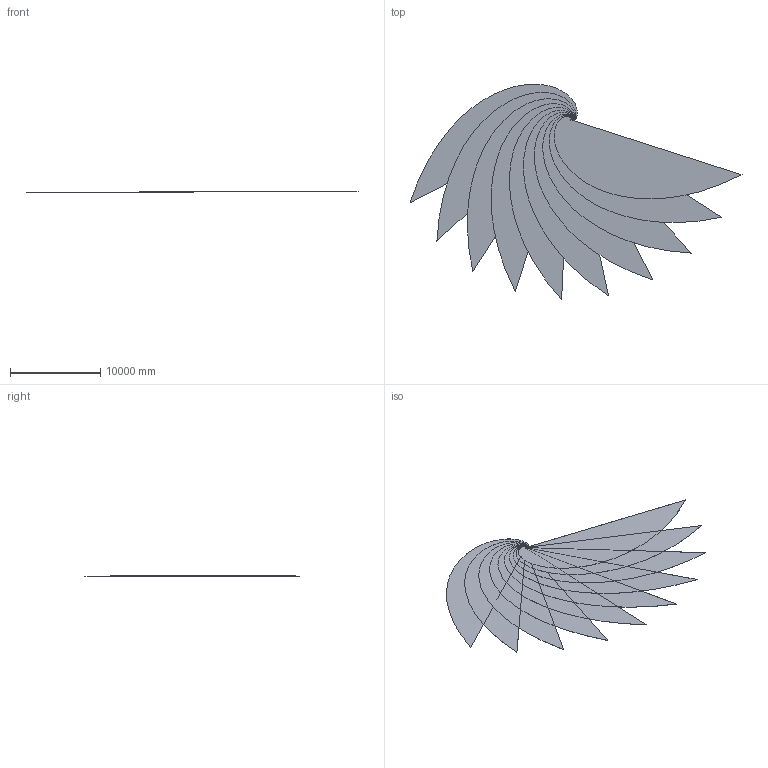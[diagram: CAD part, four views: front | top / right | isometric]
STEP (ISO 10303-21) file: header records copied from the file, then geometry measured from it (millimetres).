
FILE_DESCRIPTION(('Open CASCADE Model'),'2;1');
FILE_NAME('Open CASCADE Shape Model','2024-06-01T13:58:22',('Author'),( 'Open CASCADE'),'Open CASCADE STEP processor 7.7','Open CASCADE 7.7' ,'Unknown');
FILE_SCHEMA(('AUTOMOTIVE_DESIGN { 1 0 10303 214 1 1 1 1 }'));
Length unit declared in the file: millimetre
Products named in the file (11): Open CASCADE STEP translator 7.7 27; Open CASCADE STEP translator 7.7 27.1; Open CASCADE STEP translator 7.7 27.2; Open CASCADE STEP translator 7.7 27.3; Open CASCADE STEP translator 7.7 27.4; Open CASCADE STEP translator 7.7 27.5; Open CASCADE STEP translator 7.7 27.6; Open CASCADE STEP translator 7.7 27.7; Open CASCADE STEP translator 7.7 27.8; Open CASCADE STEP translator 7.7 27.9; Open CASCADE STEP translator 7.7 27.10
Assembly tree (10 placements, depth 2):
  Open CASCADE STEP translator 7.7 27
    Open CASCADE STEP translator 7.7 27.1
    Open CASCADE STEP translator 7.7 27.2
    Open CASCADE STEP translator 7.7 27.3
    Open CASCADE STEP translator 7.7 27.4
    Open CASCADE STEP translator 7.7 27.5
    Open CASCADE STEP translator 7.7 27.6
    Open CASCADE STEP translator 7.7 27.7
    Open CASCADE STEP translator 7.7 27.8
    Open CASCADE STEP translator 7.7 27.9
    Open CASCADE STEP translator 7.7 27.10
Bounding box: 36791.2 x 23876.05 x 77 mm (x, y, z)
Volume: 4948938438.8 mm3; surface area: 1981970911.8 mm2
Topology: 10 solids, 10 shells, 1020 faces, 3040 edges, 2020 vertices
Faces by surface type: plane 1020
Entity records: 72376 total; most frequent: CARTESIAN_POINT 12031, DIRECTION 11062, LINE 9000, VECTOR 9000, ORIENTED_EDGE 6000, PCURVE 6000, DEFINITIONAL_REPRESENTATION 6000, EDGE_CURVE 3000
